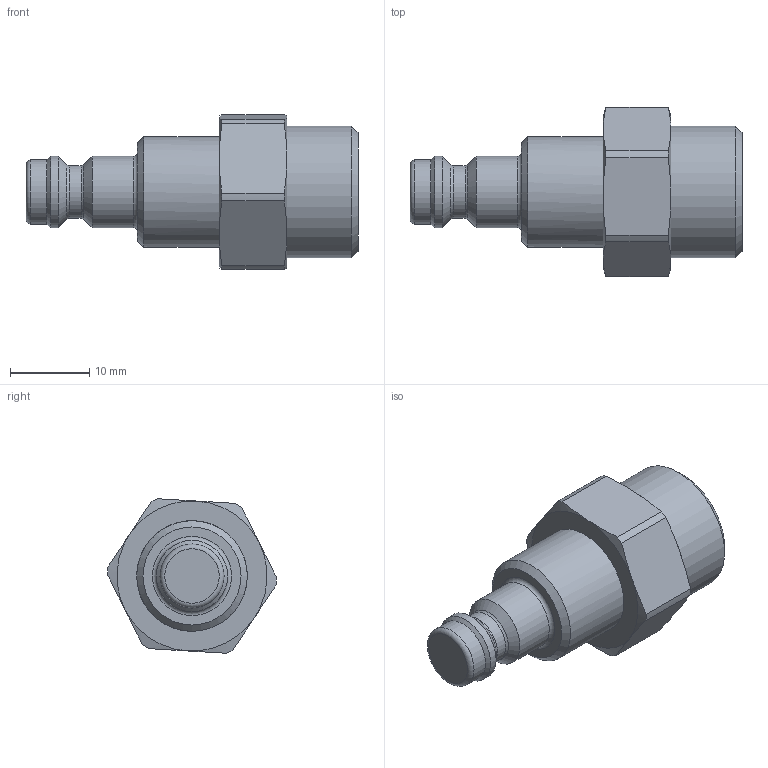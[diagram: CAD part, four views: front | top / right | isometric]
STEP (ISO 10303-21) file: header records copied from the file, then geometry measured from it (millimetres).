
FILE_DESCRIPTION((''),'2;1');
FILE_NAME('21sbaw17mpx.stp','2013-02-01T10:03:05',('IA176480'),(''),'Autodesk Inventor 2011','Autodesk Inventor 2011','');
FILE_SCHEMA(('AUTOMOTIVE_DESIGN { 1 0 10303 214 1 1 1 1 }'));
Length unit declared in the file: millimetre
Products named in the file (1): D105847
Bounding box: 42 x 21.4 x 19.56 mm (x, y, z)
Volume: 6955.4 mm3; surface area: 2413.1 mm2
Topology: 1 solids, 1 shells, 44 faces, 94 edges, 55 vertices
Faces by surface type: cone 17, cylinder 12, plane 11, torus 4
Full cylindrical faces by diameter (mm): 6.65 x1, 8.1 x1, 9 x2, 14 x1, 16.662 x1
Entity records: 1145 total; most frequent: CARTESIAN_POINT 225, DIRECTION 186, ORIENTED_EDGE 156, AXIS2_PLACEMENT_3D 87, EDGE_CURVE 78, EDGE_LOOP 62, VERTEX_POINT 54, STYLED_ITEM 45
